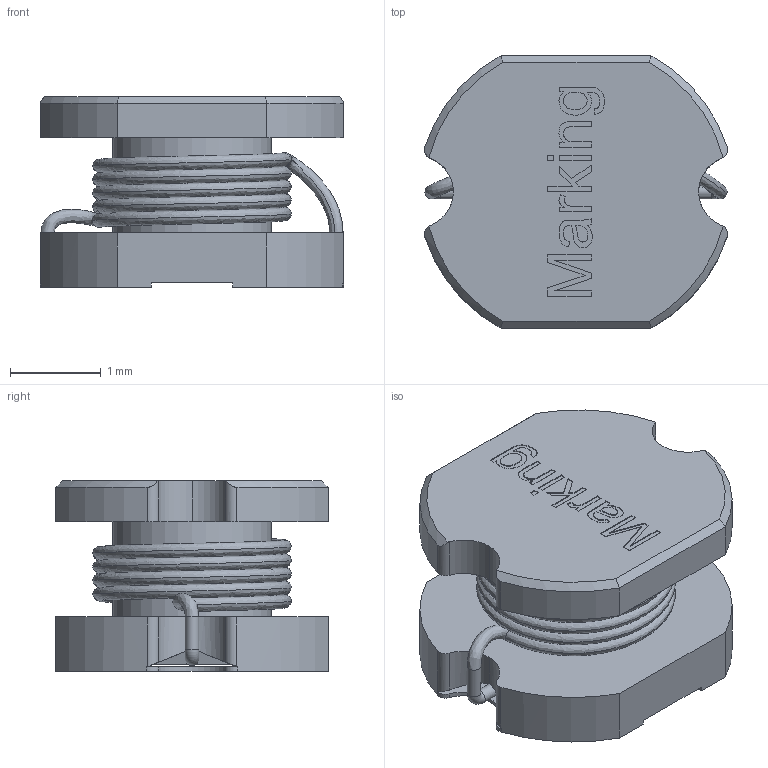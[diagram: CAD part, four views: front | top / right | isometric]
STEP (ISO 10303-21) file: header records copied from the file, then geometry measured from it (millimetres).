
FILE_DESCRIPTION(/* description */ ('Unknown'),/* implementation_level */ '2;1');
FILE_NAME(/* name */ 'L_Wurth_WE-PD2_3521',/* time_stamp */ '2022-03-08T11:25:52+08:00',/* author */ ('Unknown'),/* organization */ ('Unknown'),/* preprocessor_version */ 'ST-DEVELOPER v16.7',/* originating_system */ 'Solid Edge',/* authorisation */ 'Unknown');
FILE_SCHEMA (('AUTOMOTIVE_DESIGN {1 0 10303 214 3 1 1}'));
Length unit declared in the file: millimetre
Products named in the file (2): L_Wurth_WE-PD2_3521
Assembly tree (1 placements, depth 2):
  L_Wurth_WE-PD2_3521
    L_Wurth_WE-PD2_3521
Bounding box: 3.34 x 3 x 2.1 mm (x, y, z)
Volume: 11.5 mm3; surface area: 65.5 mm2
Topology: 2 solids, 2 shells, 146 faces, 390 edges, 251 vertices
Faces by surface type: plane 82, cylinder 36, bspline 22, cone 4, torus 2
Full cylindrical faces by diameter (mm): 0.15 x4, 1.75 x1
Entity records: 7579 total; most frequent: CARTESIAN_POINT 3118, ORIENTED_EDGE 754, DIRECTION 680, EDGE_CURVE 377, VERTEX_POINT 248, LINE 234, VECTOR 234, AXIS2_PLACEMENT_3D 223
